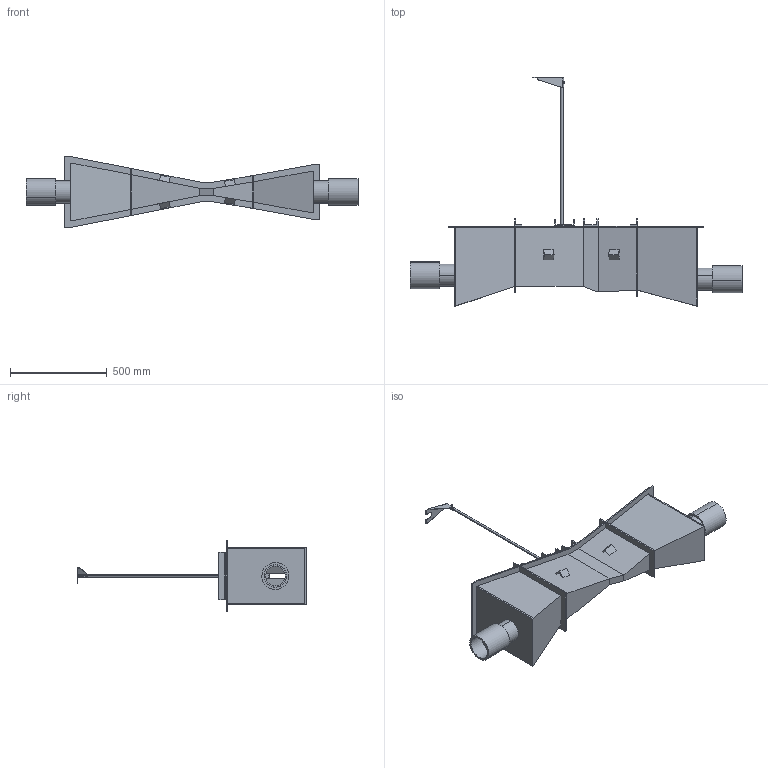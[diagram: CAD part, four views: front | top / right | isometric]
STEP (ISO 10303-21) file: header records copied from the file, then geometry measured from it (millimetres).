
FILE_DESCRIPTION (( 'STEP AP214' ), '1' );
FILE_NAME ('1in Parshall flume Assem1 with options.STEP', '2020-08-12T13:27:38', ( '' ), ( '' ), 'SwSTEP 2.0', 'SolidWorks 2020', '' );
FILE_SCHEMA (( 'AUTOMOTIVE_DESIGN' ));
Length unit declared in the file: inch
Products named in the file (17): Parshall Staff Gauge 24in long parshall staff gauge_English Staff Gauge - 12"; 49976 Rev ATop Bracket Tube; hex nut_ai_HNUT 0.2500-20-D-N; Copy of 49976 Rev Ashaft^Ultrasonic Transducer Assy; 1in Parshall flume Assem1 with options; Angle bracket; 1in Parshal Flume_1 inch; C Channel Ultrasonic Bkt_1in Parshall; Fernco Coupler_4 INCH FERNCO FITTING; 49976 Rev ATop Bracket Rev A sheet metal; parshall outlet end adapter_1 INCH; 49976 Rev ATop Bracket Assembly; parshall inlet adapter_1 inch; Ultrasonic Transducer Assy_1in Parshall Flume; 49976 Rev Abase plate; FRP Pipe Stub_O4" ; MirrorAngle bracket
Assembly tree (20 placements, depth 4):
  1in Parshall flume Assem1 with options
    1in Parshal Flume_1 inch
    Ultrasonic Transducer Assy_1in Parshall Flume
      49976 Rev Abase plate
      Copy of 49976 Rev Ashaft^Ultrasonic Transducer Assy
      49976 Rev ATop Bracket Assembly
        hex nut_ai_HNUT 0.2500-20-D-N
        49976 Rev ATop Bracket Tube
        49976 Rev ATop Bracket Rev A sheet metal
      C Channel Ultrasonic Bkt_1in Parshall
    Angle bracket  x3
    MirrorAngle bracket
    parshall inlet adapter_1 inch
    parshall outlet end adapter_1 INCH
    Parshall Staff Gauge 24in long parshall staff gauge_English Staff Gauge - 12"
    FRP Pipe Stub_O4"   x2
    Fernco Coupler_4 INCH FERNCO FITTING  x2
Bounding box: 1714.5 x 1183.61 x 361.95 mm (x, y, z)
Volume: 11370088.4 mm3; surface area: 3613834.7 mm2
Topology: 22 solids, 22 shells, 294 faces, 722 edges, 470 vertices
Faces by surface type: plane 229, cylinder 47, cone 16, bspline 2
Entity records: 10147 total; most frequent: CARTESIAN_POINT 1829, ORIENTED_EDGE 1324, DIRECTION 1274, EDGE_CURVE 662, VECTOR 544, LINE 544, VERTEX_POINT 430, AXIS2_PLACEMENT_3D 365
